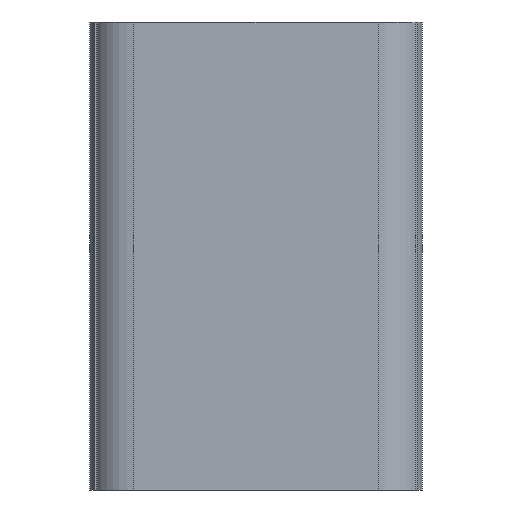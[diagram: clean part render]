
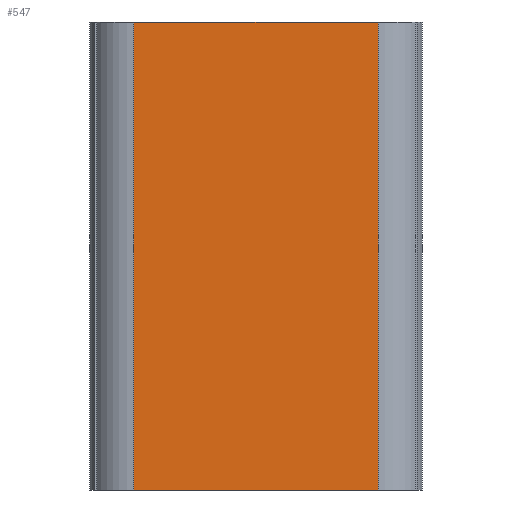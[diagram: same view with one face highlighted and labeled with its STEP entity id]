
A CAD part, front view. The second image highlights one B-rep face of the part: STEP entity #547.
In plain terms, the highlighted planar face has unit normal (0, -1, 0).
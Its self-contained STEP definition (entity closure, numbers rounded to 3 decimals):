
#44 = PLANE('',#45);
#45 = AXIS2_PLACEMENT_3D('',#46,#47,#48);
#46 = CARTESIAN_POINT('',(-20.035,-0.341,101.));
#47 = DIRECTION('',(0.,0.,1.));
#48 = DIRECTION('',(1.,0.,0.));
#100 = PLANE('',#101);
#101 = AXIS2_PLACEMENT_3D('',#102,#103,#104);
#102 = CARTESIAN_POINT('',(-20.035,-0.341,0.));
#103 = DIRECTION('',(0.,0.,1.));
#104 = DIRECTION('',(1.,0.,0.));
#432 = CYLINDRICAL_SURFACE('',#433,9.5);
#433 = AXIS2_PLACEMENT_3D('',#434,#435,#436);
#434 = CARTESIAN_POINT('',(26.37,0.,0.));
#435 = DIRECTION('',(0.,0.,1.));
#436 = DIRECTION('',(0.,-1.,0.));
#470 = VERTEX_POINT('',#471);
#471 = CARTESIAN_POINT('',(26.37,-9.5,101.));
#497 = EDGE_CURVE('',#498,#470,#500,.T.);
#498 = VERTEX_POINT('',#499);
#499 = CARTESIAN_POINT('',(26.37,-9.5,0.));
#500 = SURFACE_CURVE('',#501,(#505,#512),.PCURVE_S1.);
#501 = LINE('',#502,#503);
#502 = CARTESIAN_POINT('',(26.37,-9.5,0.));
#503 = VECTOR('',#504,1.);
#504 = DIRECTION('',(0.,0.,1.));
#505 = PCURVE('',#432,#506);
#506 = DEFINITIONAL_REPRESENTATION('',(#507),#511);
#507 = LINE('',#508,#509);
#508 = CARTESIAN_POINT('',(0.,0.));
#509 = VECTOR('',#510,1.);
#510 = DIRECTION('',(0.,1.));
#511 = ( GEOMETRIC_REPRESENTATION_CONTEXT(2) 
PARAMETRIC_REPRESENTATION_CONTEXT() REPRESENTATION_CONTEXT('2D SPACE',''
  ) );
#512 = PCURVE('',#513,#518);
#513 = PLANE('',#514);
#514 = AXIS2_PLACEMENT_3D('',#515,#516,#517);
#515 = CARTESIAN_POINT('',(26.37,-9.5,0.));
#516 = DIRECTION('',(0.,-1.,0.));
#517 = DIRECTION('',(0.,0.,-1.));
#518 = DEFINITIONAL_REPRESENTATION('',(#519),#523);
#519 = LINE('',#520,#521);
#520 = CARTESIAN_POINT('',(0.,0.));
#521 = VECTOR('',#522,1.);
#522 = DIRECTION('',(-1.,0.));
#523 = ( GEOMETRIC_REPRESENTATION_CONTEXT(2) 
PARAMETRIC_REPRESENTATION_CONTEXT() REPRESENTATION_CONTEXT('2D SPACE',''
  ) );
#547 = ADVANCED_FACE('',(#548),#513,.T.);
#548 = FACE_BOUND('',#549,.T.);
#549 = EDGE_LOOP('',(#550,#573,#601,#622));
#550 = ORIENTED_EDGE('',*,*,#551,.T.);
#551 = EDGE_CURVE('',#470,#552,#554,.T.);
#552 = VERTEX_POINT('',#553);
#553 = CARTESIAN_POINT('',(-26.37,-9.5,101.));
#554 = SURFACE_CURVE('',#555,(#559,#566),.PCURVE_S1.);
#555 = LINE('',#556,#557);
#556 = CARTESIAN_POINT('',(26.37,-9.5,101.));
#557 = VECTOR('',#558,1.);
#558 = DIRECTION('',(-1.,0.,0.));
#559 = PCURVE('',#513,#560);
#560 = DEFINITIONAL_REPRESENTATION('',(#561),#565);
#561 = LINE('',#562,#563);
#562 = CARTESIAN_POINT('',(-101.,0.));
#563 = VECTOR('',#564,1.);
#564 = DIRECTION('',(0.,-1.));
#565 = ( GEOMETRIC_REPRESENTATION_CONTEXT(2) 
PARAMETRIC_REPRESENTATION_CONTEXT() REPRESENTATION_CONTEXT('2D SPACE',''
  ) );
#566 = PCURVE('',#44,#567);
#567 = DEFINITIONAL_REPRESENTATION('',(#568),#572);
#568 = LINE('',#569,#570);
#569 = CARTESIAN_POINT('',(46.405,-9.159));
#570 = VECTOR('',#571,1.);
#571 = DIRECTION('',(-1.,0.));
#572 = ( GEOMETRIC_REPRESENTATION_CONTEXT(2) 
PARAMETRIC_REPRESENTATION_CONTEXT() REPRESENTATION_CONTEXT('2D SPACE',''
  ) );
#573 = ORIENTED_EDGE('',*,*,#574,.F.);
#574 = EDGE_CURVE('',#575,#552,#577,.T.);
#575 = VERTEX_POINT('',#576);
#576 = CARTESIAN_POINT('',(-26.37,-9.5,0.));
#577 = SURFACE_CURVE('',#578,(#582,#589),.PCURVE_S1.);
#578 = LINE('',#579,#580);
#579 = CARTESIAN_POINT('',(-26.37,-9.5,0.));
#580 = VECTOR('',#581,1.);
#581 = DIRECTION('',(0.,0.,1.));
#582 = PCURVE('',#513,#583);
#583 = DEFINITIONAL_REPRESENTATION('',(#584),#588);
#584 = LINE('',#585,#586);
#585 = CARTESIAN_POINT('',(0.,-52.74));
#586 = VECTOR('',#587,1.);
#587 = DIRECTION('',(-1.,0.));
#588 = ( GEOMETRIC_REPRESENTATION_CONTEXT(2) 
PARAMETRIC_REPRESENTATION_CONTEXT() REPRESENTATION_CONTEXT('2D SPACE',''
  ) );
#589 = PCURVE('',#590,#595);
#590 = CYLINDRICAL_SURFACE('',#591,9.5);
#591 = AXIS2_PLACEMENT_3D('',#592,#593,#594);
#592 = CARTESIAN_POINT('',(-26.37,0.,0.));
#593 = DIRECTION('',(0.,0.,1.));
#594 = DIRECTION('',(-0.839,-0.545,0.));
#595 = DEFINITIONAL_REPRESENTATION('',(#596),#600);
#596 = LINE('',#597,#598);
#597 = CARTESIAN_POINT('',(0.995,0.));
#598 = VECTOR('',#599,1.);
#599 = DIRECTION('',(0.,1.));
#600 = ( GEOMETRIC_REPRESENTATION_CONTEXT(2) 
PARAMETRIC_REPRESENTATION_CONTEXT() REPRESENTATION_CONTEXT('2D SPACE',''
  ) );
#601 = ORIENTED_EDGE('',*,*,#602,.T.);
#602 = EDGE_CURVE('',#575,#498,#603,.T.);
#603 = SURFACE_CURVE('',#604,(#608,#615),.PCURVE_S1.);
#604 = LINE('',#605,#606);
#605 = CARTESIAN_POINT('',(-26.37,-9.5,0.));
#606 = VECTOR('',#607,1.);
#607 = DIRECTION('',(1.,0.,0.));
#608 = PCURVE('',#513,#609);
#609 = DEFINITIONAL_REPRESENTATION('',(#610),#614);
#610 = LINE('',#611,#612);
#611 = CARTESIAN_POINT('',(0.,-52.74));
#612 = VECTOR('',#613,1.);
#613 = DIRECTION('',(0.,1.));
#614 = ( GEOMETRIC_REPRESENTATION_CONTEXT(2) 
PARAMETRIC_REPRESENTATION_CONTEXT() REPRESENTATION_CONTEXT('2D SPACE',''
  ) );
#615 = PCURVE('',#100,#616);
#616 = DEFINITIONAL_REPRESENTATION('',(#617),#621);
#617 = LINE('',#618,#619);
#618 = CARTESIAN_POINT('',(-6.335,-9.159));
#619 = VECTOR('',#620,1.);
#620 = DIRECTION('',(1.,0.));
#621 = ( GEOMETRIC_REPRESENTATION_CONTEXT(2) 
PARAMETRIC_REPRESENTATION_CONTEXT() REPRESENTATION_CONTEXT('2D SPACE',''
  ) );
#622 = ORIENTED_EDGE('',*,*,#497,.T.);
